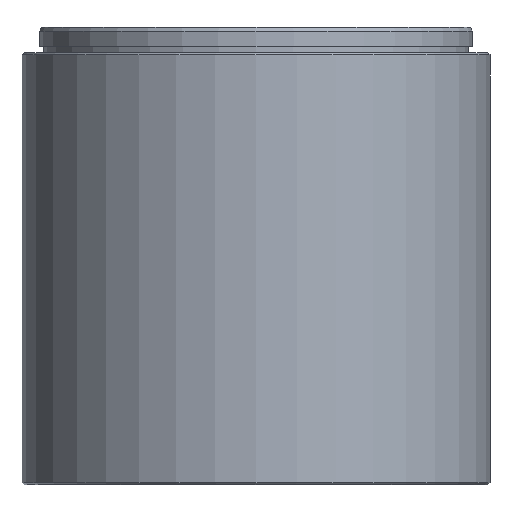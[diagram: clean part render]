
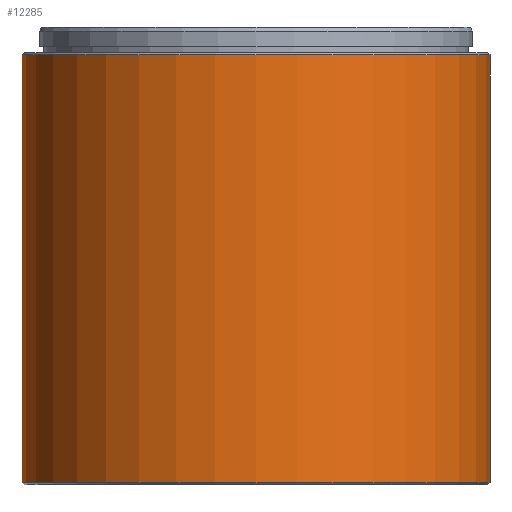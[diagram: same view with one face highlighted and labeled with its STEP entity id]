
A CAD part, front view. The second image highlights one B-rep face of the part: STEP entity #12285.
In plain terms, the highlighted cylindrical face has radius 27.94 mm (diameter 55.88 mm), a partial arc.
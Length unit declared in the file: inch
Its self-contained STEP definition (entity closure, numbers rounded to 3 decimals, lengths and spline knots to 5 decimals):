
#58 = VECTOR ( 'NONE', #8114, 39.37008 ) ;
#194 = CARTESIAN_POINT ( 'NONE',  ( 0., 0., 1.075 ) ) ;
#909 = VECTOR ( 'NONE', #1198, 39.37008 ) ;
#931 = CIRCLE ( 'NONE', #13949, 1.1 ) ;
#1198 = DIRECTION ( 'NONE',  ( 0., 0., 1. ) ) ;
#2337 = EDGE_CURVE ( 'NONE', #15215, #15989, #14751, .T. ) ;
#3500 = DIRECTION ( 'NONE',  ( 0., 0., 1. ) ) ;
#3776 = CARTESIAN_POINT ( 'NONE',  ( -1.1, 0., 1.075 ) ) ;
#3846 = AXIS2_PLACEMENT_3D ( 'NONE', #4180, #13556, #5547 ) ;
#4050 = ORIENTED_EDGE ( 'NONE', *, *, #4648, .T. ) ;
#4180 = CARTESIAN_POINT ( 'NONE',  ( 0., 0., 0.945 ) ) ;
#4648 = EDGE_CURVE ( 'NONE', #12979, #15989, #15714, .T. ) ;
#4678 = VERTEX_POINT ( 'NONE', #9640 ) ;
#5547 = DIRECTION ( 'NONE',  ( 1., 0., 0. ) ) ;
#6847 = CARTESIAN_POINT ( 'NONE',  ( 1.1, 0., 1.075 ) ) ;
#7378 = EDGE_LOOP ( 'NONE', ( #16155, #10489, #10426, #4050 ) ) ;
#7471 = CARTESIAN_POINT ( 'NONE',  ( 1.1, 0., 0.945 ) ) ;
#7910 = AXIS2_PLACEMENT_3D ( 'NONE', #194, #9575, #8289 ) ;
#8114 = DIRECTION ( 'NONE',  ( 0., 0., 1. ) ) ;
#8289 = DIRECTION ( 'NONE',  ( 1., 0., 0. ) ) ;
#9575 = DIRECTION ( 'NONE',  ( 0., 0., 1. ) ) ;
#9640 = CARTESIAN_POINT ( 'NONE',  ( 1.1, 0., -1.065 ) ) ;
#9902 = CARTESIAN_POINT ( 'NONE',  ( -1.1, 0., 0.945 ) ) ;
#10426 = ORIENTED_EDGE ( 'NONE', *, *, #12226, .T. ) ;
#10489 = ORIENTED_EDGE ( 'NONE', *, *, #11850, .T. ) ;
#10777 = LINE ( 'NONE', #6847, #58 ) ;
#11533 = CARTESIAN_POINT ( 'NONE',  ( 0., 0., -1.065 ) ) ;
#11850 = EDGE_CURVE ( 'NONE', #15215, #4678, #931, .T. ) ;
#12226 = EDGE_CURVE ( 'NONE', #4678, #12979, #10777, .T. ) ;
#12285 = ADVANCED_FACE ( 'NONE', ( #13477 ), #15386, .T. ) ;
#12870 = DIRECTION ( 'NONE',  ( -1., 0., 0. ) ) ;
#12979 = VERTEX_POINT ( 'NONE', #7471 ) ;
#13477 = FACE_OUTER_BOUND ( 'NONE', #7378, .T. ) ;
#13556 = DIRECTION ( 'NONE',  ( 0., 0., -1. ) ) ;
#13949 = AXIS2_PLACEMENT_3D ( 'NONE', #11533, #3500, #12870 ) ;
#14751 = LINE ( 'NONE', #3776, #909 ) ;
#14821 = CARTESIAN_POINT ( 'NONE',  ( -1.1, 0., -1.065 ) ) ;
#15215 = VERTEX_POINT ( 'NONE', #14821 ) ;
#15386 = CYLINDRICAL_SURFACE ( 'NONE', #7910, 1.1 ) ;
#15714 = CIRCLE ( 'NONE', #3846, 1.1 ) ;
#15989 = VERTEX_POINT ( 'NONE', #9902 ) ;
#16155 = ORIENTED_EDGE ( 'NONE', *, *, #2337, .F. ) ;
